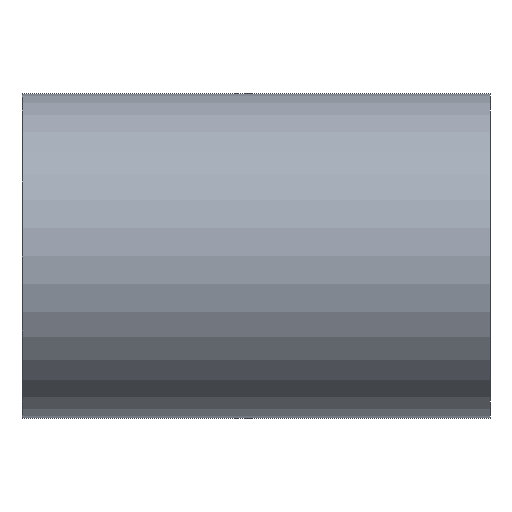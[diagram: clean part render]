
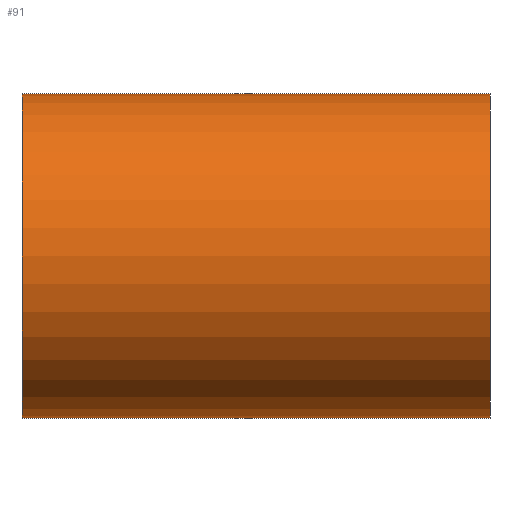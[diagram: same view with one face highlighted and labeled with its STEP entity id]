
A CAD part, front view. The second image highlights one B-rep face of the part: STEP entity #91.
In plain terms, the highlighted cylindrical face has radius 13.875 mm (diameter 27.75 mm), a full revolution.
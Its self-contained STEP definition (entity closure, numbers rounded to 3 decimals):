
#91 = ADVANCED_FACE( '', ( #184, #185 ), #186, .T. );
#184 = FACE_OUTER_BOUND( '', #275, .T. );
#185 = FACE_OUTER_BOUND( '', #276, .T. );
#186 = CYLINDRICAL_SURFACE( '', #277, 13.875 );
#275 = EDGE_LOOP( '', ( #500 ) );
#276 = EDGE_LOOP( '', ( #501 ) );
#277 = AXIS2_PLACEMENT_3D( '', #502, #503, #504 );
#500 = ORIENTED_EDGE( '', *, *, #559, .F. );
#501 = ORIENTED_EDGE( '', *, *, #638, .T. );
#502 = CARTESIAN_POINT( '', ( 40., 0., 0. ) );
#503 = DIRECTION( '', ( 1., 0., 0. ) );
#504 = DIRECTION( '', ( 0., 0., 1. ) );
#559 = EDGE_CURVE( '', #664, #664, #665, .T. );
#638 = EDGE_CURVE( '', #788, #788, #789, .T. );
#664 = VERTEX_POINT( '', #817 );
#665 = CIRCLE( '', #818, 13.875 );
#788 = VERTEX_POINT( '', #984 );
#789 = CIRCLE( '', #985, 13.875 );
#817 = CARTESIAN_POINT( '', ( 40., 0., -13.875 ) );
#818 = AXIS2_PLACEMENT_3D( '', #1012, #1013, #1014 );
#984 = CARTESIAN_POINT( '', ( 0., 0., -13.875 ) );
#985 = AXIS2_PLACEMENT_3D( '', #1112, #1113, #1114 );
#1012 = CARTESIAN_POINT( '', ( 40., 0., 0. ) );
#1013 = DIRECTION( '', ( 1., 0., 0. ) );
#1014 = DIRECTION( '', ( 0., 0., -1. ) );
#1112 = CARTESIAN_POINT( '', ( 0., 0., 0. ) );
#1113 = DIRECTION( '', ( 1., 0., 0. ) );
#1114 = DIRECTION( '', ( 0., 0., -1. ) );
